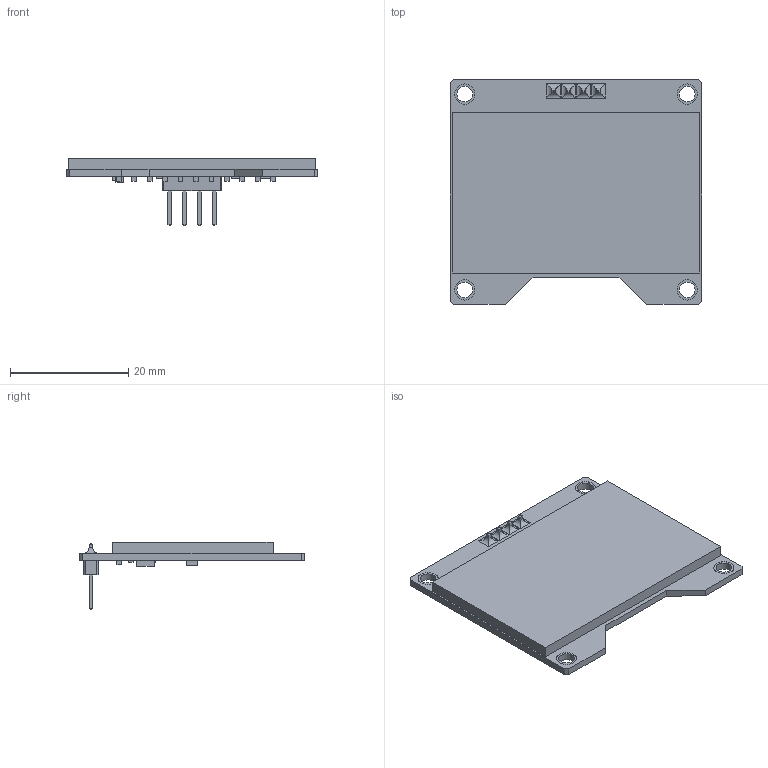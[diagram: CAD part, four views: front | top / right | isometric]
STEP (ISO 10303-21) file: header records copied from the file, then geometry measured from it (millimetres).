
FILE_DESCRIPTION(('HOOPS Exchange Step'),'2;1');
FILE_NAME('temp_export','2024-11-10T15:42:38-08:00',('mobile'),('Shapr3D Limited'),'HOOPS Exchange 2024.6','Shapr3D','Authorized');
FILE_SCHEMA( ('AP242_MANAGED_MODEL_BASED_3D_ENGINEERING_MIM_LF {1 0 10303 442 1 1 4 }') );
Length unit declared in the file: millimetre
Products named in the file (1): root
Bounding box: 42.49 x 38 x 11.49 mm (x, y, z)
Volume: 4042 mm3; surface area: 3716.1 mm2
Topology: 1 solids, 1 shells, 226 faces, 532 edges, 344 vertices
Faces by surface type: plane 198, cylinder 28
Full cylindrical faces by diameter (mm): 2.667 x4, 3.429 x8
Entity records: 6578 total; most frequent: CARTESIAN_POINT 1104, ORIENTED_EDGE 1064, DIRECTION 1044, EDGE_CURVE 532, VECTOR 476, LINE 476, VERTEX_POINT 344, AXIS2_PLACEMENT_3D 284
